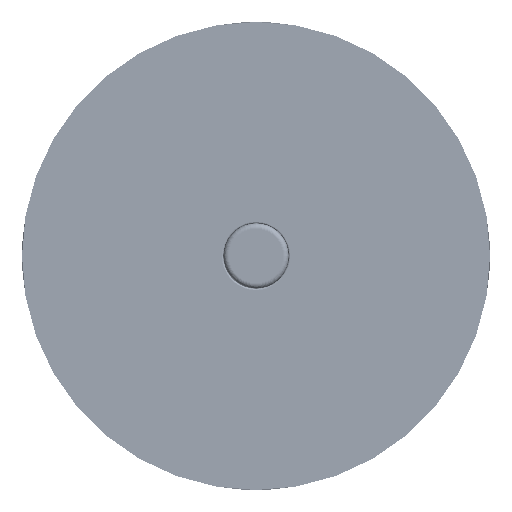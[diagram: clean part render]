
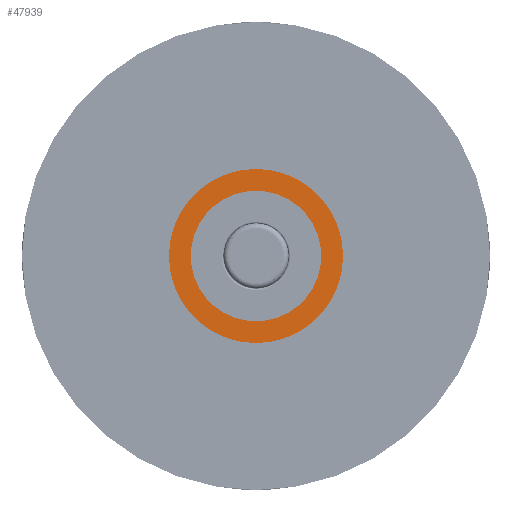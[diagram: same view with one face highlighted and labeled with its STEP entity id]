
A CAD part, left-side view. The second image highlights one B-rep face of the part: STEP entity #47939.
In plain terms, the highlighted planar face has unit normal (-1, 0, 0).
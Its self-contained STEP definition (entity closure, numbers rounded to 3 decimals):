
#2043 = DIRECTION ( 'NONE',  ( 0., 0., 1. ) ) ;
#4909 = CARTESIAN_POINT ( 'NONE',  ( -2.7, 0., -6. ) ) ;
#8421 = CARTESIAN_POINT ( 'NONE',  ( -2.7, 0., 8. ) ) ;
#9042 = CARTESIAN_POINT ( 'NONE',  ( -2.7, 0., 0. ) ) ;
#9395 = EDGE_LOOP ( 'NONE', ( #50377, #45289 ) ) ;
#10174 = VERTEX_POINT ( 'NONE', #4909 ) ;
#10233 = DIRECTION ( 'NONE',  ( 0., 0., 1. ) ) ;
#10423 = VERTEX_POINT ( 'NONE', #97357 ) ;
#11432 = CIRCLE ( 'NONE', #34212, 6. ) ;
#15997 = EDGE_CURVE ( 'NONE', #81466, #10423, #36592, .T. ) ;
#16800 = ORIENTED_EDGE ( 'NONE', *, *, #15997, .T. ) ;
#17348 = AXIS2_PLACEMENT_3D ( 'NONE', #18428, #78597, #10233 ) ;
#18287 = CIRCLE ( 'NONE', #95120, 8. ) ;
#18402 = CARTESIAN_POINT ( 'NONE',  ( -2.7, 0., 0. ) ) ;
#18428 = CARTESIAN_POINT ( 'NONE',  ( -2.7, 0., 0. ) ) ;
#19500 = EDGE_CURVE ( 'NONE', #10174, #56801, #88278, .T. ) ;
#26095 = DIRECTION ( 'NONE',  ( -1., 0., 0. ) ) ;
#26489 = CARTESIAN_POINT ( 'NONE',  ( -2.7, 0., 6. ) ) ;
#27511 = DIRECTION ( 'NONE',  ( -1., 0., 0. ) ) ;
#29182 = ORIENTED_EDGE ( 'NONE', *, *, #66608, .T. ) ;
#32422 = EDGE_LOOP ( 'NONE', ( #29182, #16800 ) ) ;
#34212 = AXIS2_PLACEMENT_3D ( 'NONE', #35716, #27511, #79414 ) ;
#35716 = CARTESIAN_POINT ( 'NONE',  ( -2.7, 0., 0. ) ) ;
#36041 = DIRECTION ( 'NONE',  ( -1., 0., 0. ) ) ;
#36592 = CIRCLE ( 'NONE', #17348, 8. ) ;
#38022 = CARTESIAN_POINT ( 'NONE',  ( -2.7, 0., 0. ) ) ;
#40235 = FACE_OUTER_BOUND ( 'NONE', #32422, .T. ) ;
#45289 = ORIENTED_EDGE ( 'NONE', *, *, #19500, .F. ) ;
#47939 = ADVANCED_FACE ( 'NONE', ( #81831, #40235 ), #73629, .T. ) ;
#50377 = ORIENTED_EDGE ( 'NONE', *, *, #78569, .F. ) ;
#56801 = VERTEX_POINT ( 'NONE', #26489 ) ;
#66608 = EDGE_CURVE ( 'NONE', #10423, #81466, #18287, .T. ) ;
#67039 = DIRECTION ( 'NONE',  ( 0., 0., 1. ) ) ;
#73629 = PLANE ( 'NONE',  #79841 ) ;
#74727 = DIRECTION ( 'NONE',  ( -1., 0., 0. ) ) ;
#78569 = EDGE_CURVE ( 'NONE', #56801, #10174, #11432, .T. ) ;
#78597 = DIRECTION ( 'NONE',  ( -1., 0., 0. ) ) ;
#79414 = DIRECTION ( 'NONE',  ( 0., 0., 1. ) ) ;
#79841 = AXIS2_PLACEMENT_3D ( 'NONE', #9042, #74727, #67039 ) ;
#81466 = VERTEX_POINT ( 'NONE', #8421 ) ;
#81831 = FACE_BOUND ( 'NONE', #9395, .T. ) ;
#88278 = CIRCLE ( 'NONE', #102239, 6. ) ;
#95120 = AXIS2_PLACEMENT_3D ( 'NONE', #38022, #36041, #2043 ) ;
#97357 = CARTESIAN_POINT ( 'NONE',  ( -2.7, 0., -8. ) ) ;
#99896 = DIRECTION ( 'NONE',  ( 0., 0., 1. ) ) ;
#102239 = AXIS2_PLACEMENT_3D ( 'NONE', #18402, #26095, #99896 ) ;
